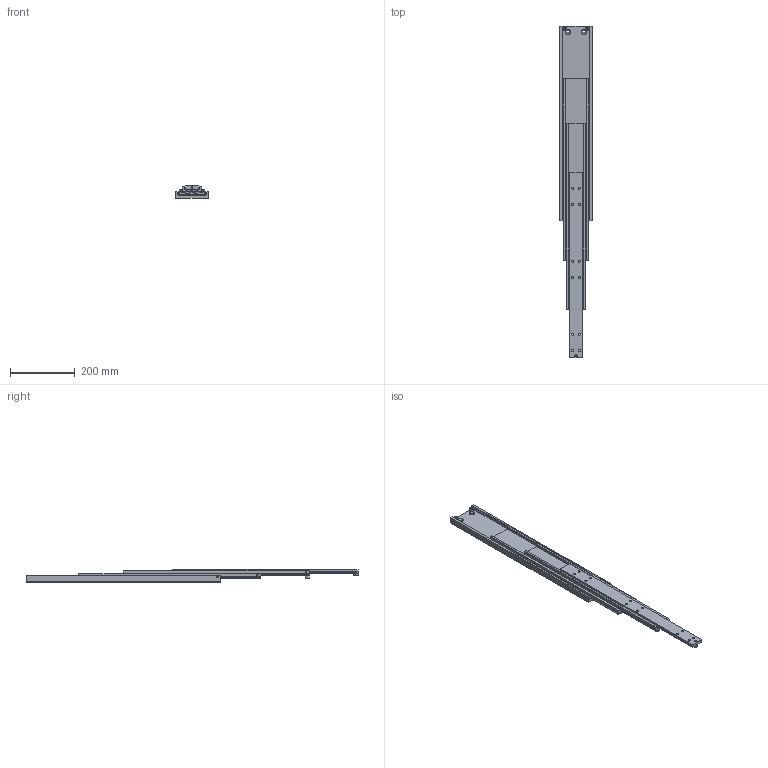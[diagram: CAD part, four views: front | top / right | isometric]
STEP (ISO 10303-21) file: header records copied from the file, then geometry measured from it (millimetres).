
FILE_DESCRIPTION((''),'2;1');
FILE_NAME('XTSR-100-600.stp','2022-05-25T12:24:53',(''),(''),'Mechanical Desktop 2006','Mechanical Desktop 2006',', , ');
FILE_SCHEMA(('CONFIG_CONTROL_DESIGN'));
Length unit declared in the file: millimetre
Products named in the file (5): XTSR-100-B; MAIN PROFILE-100; INTER-80; INTER-60; OUTER BEAM
Assembly tree (4 placements, depth 2):
  XTSR-100-B
    MAIN PROFILE-100
    INTER-80
    INTER-60
    OUTER BEAM
Bounding box: 100 x 1023 x 37 mm (x, y, z)
Volume: 1381464.8 mm3; surface area: 444684 mm2
Topology: 4 solids, 56 shells, 804 faces, 2066 edges, 1252 vertices
Faces by surface type: cylinder 252, torus 220, cone 184, plane 138, bspline 10
Entity records: 25801 total; most frequent: CARTESIAN_POINT 5539, DIRECTION 4644, ORIENTED_EDGE 4092, EDGE_CURVE 2046, AXIS2_PLACEMENT_3D 1975, VERTEX_POINT 1252, CIRCLE 1172, EDGE_LOOP 862
